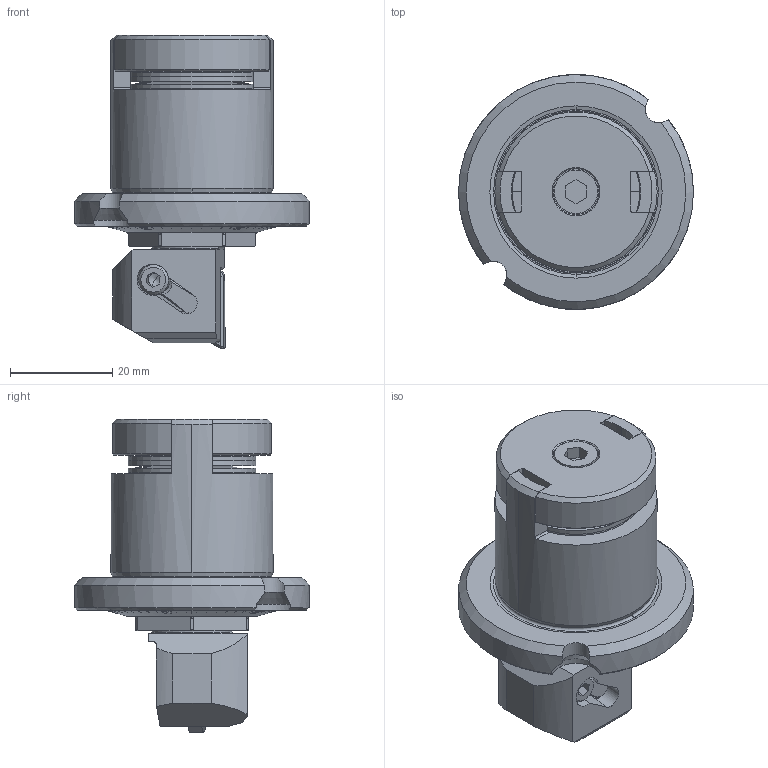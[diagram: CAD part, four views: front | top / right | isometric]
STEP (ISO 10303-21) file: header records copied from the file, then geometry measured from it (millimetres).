
FILE_DESCRIPTION(/* description */ (''),/* implementation_level */ '2;1');
FILE_NAME(/* name */ 'FV4-FVPN41.stp',/* time_stamp */ '2019-09-03T15:16:04+09:00',/* author */ (''),/* organization */ (''),/* preprocessor_version */ 'ST-DEVELOPER v16',/* originating_system */ 'SIEMENS PLM Software NX 10.0',/* authorisation */ '');
FILE_SCHEMA (('AUTOMOTIVE_DESIGN { 1 0 10303 214 3 1 1 1 }'));
Length unit declared in the file: millimetre
Products named in the file (1): FV4_ASM
Bounding box: 46.02 x 46.01 x 61.39 mm (x, y, z)
Volume: 38565.9 mm3; surface area: 27171.5 mm2
Topology: 17 solids, 17 shells, 1096 faces, 2981 edges, 1931 vertices
Faces by surface type: plane 777, cone 164, cylinder 110, torus 35, extrusion 6, bspline 4
Entity records: 36746 total; most frequent: CARTESIAN_POINT 9289, ORIENTED_EDGE 5944, DIRECTION 5240, EDGE_CURVE 2972, VERTEX_POINT 1931, VECTOR 1796, LINE 1790, AXIS2_PLACEMENT_3D 1722
